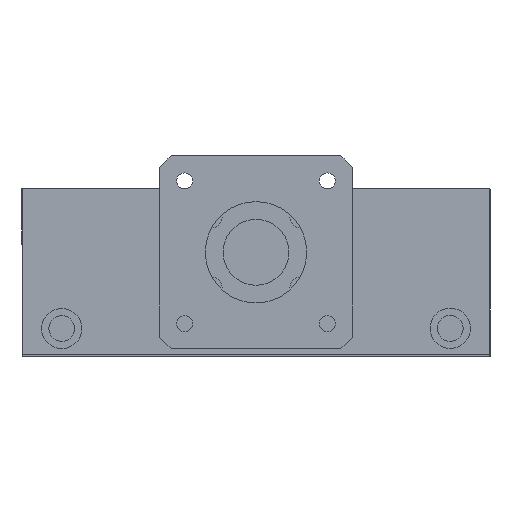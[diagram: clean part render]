
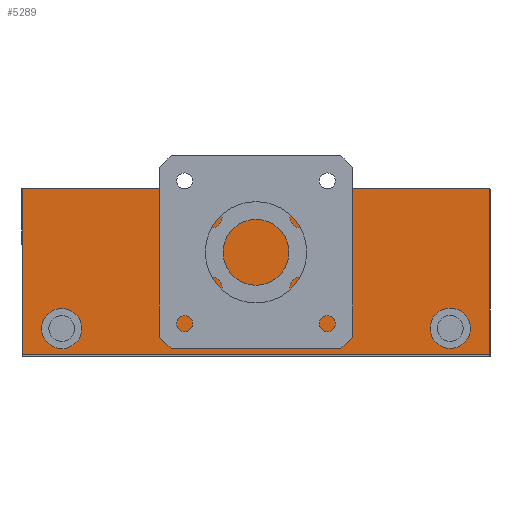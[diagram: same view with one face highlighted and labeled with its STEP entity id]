
A CAD part, front view. The second image highlights one B-rep face of the part: STEP entity #5289.
In plain terms, the highlighted planar face has unit normal (0, -1, 0).
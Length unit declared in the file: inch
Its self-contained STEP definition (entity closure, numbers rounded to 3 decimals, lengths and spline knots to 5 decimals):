
#4757=CARTESIAN_POINT('',(-1.488,-0.385,-0.48799));
#4758=VERTEX_POINT('',#4757);
#4774=CARTESIAN_POINT('',(-1.832,-0.385,-0.48799));
#4775=VERTEX_POINT('',#4774);
#4782=CARTESIAN_POINT('',(-1.66,-0.385,-0.48799));
#4783=DIRECTION('',(0.0,1.0,0.0));
#4784=DIRECTION('',(1.0,0.0,0.0));
#4785=AXIS2_PLACEMENT_3D('',#4782,#4783,#4784);
#4786=CIRCLE('',#4785,0.172);
#4787=EDGE_CURVE('',#4758,#4775,#4786,.T.);
#4883=CARTESIAN_POINT('',(1.832,-0.385,-0.48654));
#4884=VERTEX_POINT('',#4883);
#4900=CARTESIAN_POINT('',(1.488,-0.385,-0.48654));
#4901=VERTEX_POINT('',#4900);
#4908=CARTESIAN_POINT('',(1.66,-0.385,-0.48654));
#4909=DIRECTION('',(0.0,1.0,0.0));
#4910=DIRECTION('',(1.0,0.0,0.0));
#4911=AXIS2_PLACEMENT_3D('',#4908,#4909,#4910);
#4912=CIRCLE('',#4911,0.172);
#4913=EDGE_CURVE('',#4884,#4901,#4912,.T.);
#4984=CARTESIAN_POINT('',(2.0,-0.385,-0.71291));
#4985=VERTEX_POINT('',#4984);
#4992=CARTESIAN_POINT('',(-2.0,-0.385,-0.71291));
#4993=VERTEX_POINT('',#4992);
#4994=CARTESIAN_POINT('',(2.0,-0.385,-0.71291));
#4995=DIRECTION('',(-1.0,0.0,0.0));
#4996=VECTOR('',#4995,4.0);
#4997=LINE('',#4994,#4996);
#4998=EDGE_CURVE('',#4985,#4993,#4997,.T.);
#5015=CARTESIAN_POINT('',(-2.0,-0.385,0.71291));
#5016=VERTEX_POINT('',#5015);
#5023=CARTESIAN_POINT('',(2.0,-0.385,0.71291));
#5024=VERTEX_POINT('',#5023);
#5025=CARTESIAN_POINT('',(-2.0,-0.385,0.71291));
#5026=DIRECTION('',(1.0,0.0,0.0));
#5027=VECTOR('',#5026,4.0);
#5028=LINE('',#5025,#5027);
#5029=EDGE_CURVE('',#5016,#5024,#5028,.T.);
#5093=CARTESIAN_POINT('',(1.66,-0.385,-0.48654));
#5094=DIRECTION('',(0.0,1.0,0.0));
#5095=DIRECTION('',(1.0,0.0,0.0));
#5096=AXIS2_PLACEMENT_3D('',#5093,#5094,#5095);
#5097=CIRCLE('',#5096,0.172);
#5098=EDGE_CURVE('',#4901,#4884,#5097,.T.);
#5191=CARTESIAN_POINT('',(-1.66,-0.385,-0.48799));
#5192=DIRECTION('',(0.0,1.0,0.0));
#5193=DIRECTION('',(1.0,0.0,0.0));
#5194=AXIS2_PLACEMENT_3D('',#5191,#5192,#5193);
#5195=CIRCLE('',#5194,0.172);
#5196=EDGE_CURVE('',#4775,#4758,#5195,.T.);
#5243=CARTESIAN_POINT('',(-2.0,-0.385,-0.71291));
#5244=DIRECTION('',(0.0,0.0,1.0));
#5245=VECTOR('',#5244,1.42583);
#5246=LINE('',#5243,#5245);
#5247=EDGE_CURVE('',#4993,#5016,#5246,.T.);
#5260=CARTESIAN_POINT('',(2.0,-0.385,0.71291));
#5261=DIRECTION('',(0.0,0.0,-1.0));
#5262=VECTOR('',#5261,1.42583);
#5263=LINE('',#5260,#5262);
#5264=EDGE_CURVE('',#5024,#4985,#5263,.T.);
#5270=CARTESIAN_POINT('',(0.0,-0.385,0.0));
#5271=DIRECTION('',(0.0,1.0,0.0));
#5272=DIRECTION('',(0.0,0.0,1.0));
#5273=AXIS2_PLACEMENT_3D('',#5270,#5271,#5272);
#5274=PLANE('',#5273);
#5275=ORIENTED_EDGE('',*,*,#5247,.F.);
#5276=ORIENTED_EDGE('',*,*,#4998,.F.);
#5277=ORIENTED_EDGE('',*,*,#5264,.F.);
#5278=ORIENTED_EDGE('',*,*,#5029,.F.);
#5279=EDGE_LOOP('',(#5275,#5276,#5277,#5278));
#5280=FACE_OUTER_BOUND('',#5279,.T.);
#5281=ORIENTED_EDGE('',*,*,#4913,.T.);
#5282=ORIENTED_EDGE('',*,*,#5098,.T.);
#5283=EDGE_LOOP('',(#5281,#5282));
#5284=FACE_BOUND('',#5283,.T.);
#5285=ORIENTED_EDGE('',*,*,#4787,.T.);
#5286=ORIENTED_EDGE('',*,*,#5196,.T.);
#5287=EDGE_LOOP('',(#5285,#5286));
#5288=FACE_BOUND('',#5287,.T.);
#5289=ADVANCED_FACE('',(#5280,#5284,#5288),#5274,.F.);
